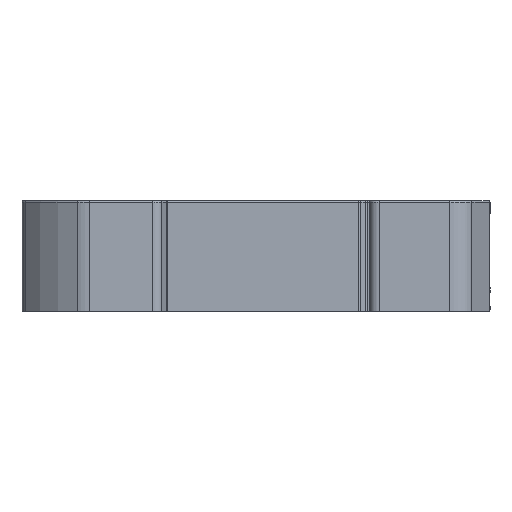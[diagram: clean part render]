
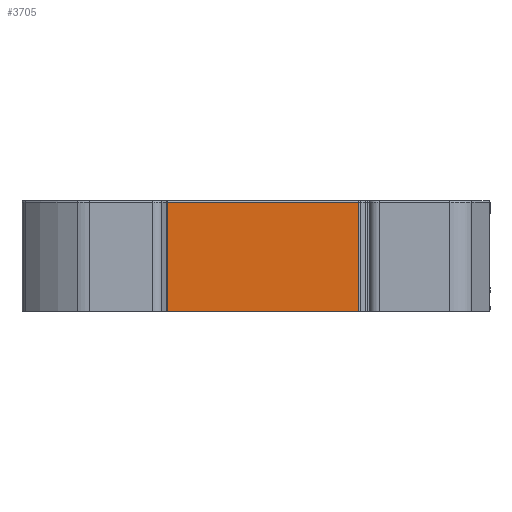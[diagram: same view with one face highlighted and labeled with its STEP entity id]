
A CAD part, front view. The second image highlights one B-rep face of the part: STEP entity #3705.
In plain terms, the highlighted planar face has unit normal (0, -1, 0).
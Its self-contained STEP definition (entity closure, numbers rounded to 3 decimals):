
#866 = CARTESIAN_POINT ( 'NONE',  ( -17.526, -47.654, 8.75 ) ) ;
#867 = DIRECTION ( 'NONE',  ( 0., 0., -1. ) ) ;
#868 = CARTESIAN_POINT ( 'NONE',  ( 13.9, -47.654, 8.5 ) ) ;
#869 = DIRECTION ( 'NONE',  ( -1., 0., 0. ) ) ;
#870 = CARTESIAN_POINT ( 'NONE',  ( 13.9, -47.654, 8.75 ) ) ;
#871 = DIRECTION ( 'NONE',  ( 0., 0., -1. ) ) ;
#2649 = VECTOR ( 'NONE', #867, 1000. ) ;
#2650 = VECTOR ( 'NONE', #869, 1000. ) ;
#2652 = VECTOR ( 'NONE', #871, 1000. ) ;
#3705 = ADVANCED_FACE ( 'NONE', ( #16281 ), #12968, .F. ) ;
#4006 = EDGE_CURVE ( 'NONE', #14424, #14448, #5010, .T. ) ;
#5010 = LINE ( 'NONE', #10151, #17125 ) ;
#5797 = LINE ( 'NONE', #866, #2649 ) ;
#5798 = LINE ( 'NONE', #868, #2650 ) ;
#5799 = LINE ( 'NONE', #870, #2652 ) ;
#9447 = ORIENTED_EDGE ( 'NONE', *, *, #11675, .F. ) ;
#9448 = ORIENTED_EDGE ( 'NONE', *, *, #11673, .T. ) ;
#9449 = ORIENTED_EDGE ( 'NONE', *, *, #11674, .T. ) ;
#9450 = ORIENTED_EDGE ( 'NONE', *, *, #4006, .T. ) ;
#10151 = CARTESIAN_POINT ( 'NONE',  ( 13.9, -47.654, -8.75 ) ) ;
#10152 = DIRECTION ( 'NONE',  ( 1., 0., 0. ) ) ;
#11673 = EDGE_CURVE ( 'NONE', #15380, #14424, #5797, .T. ) ;
#11674 = EDGE_CURVE ( 'NONE', #15379, #15380, #5798, .T. ) ;
#11675 = EDGE_CURVE ( 'NONE', #15379, #14448, #5799, .T. ) ;
#12968 = PLANE ( 'NONE',  #19031 ) ;
#12970 = CARTESIAN_POINT ( 'NONE',  ( 13.9, -47.654, 8.75 ) ) ;
#12971 = DIRECTION ( 'NONE',  ( 0., 1., 0. ) ) ;
#12973 = DIRECTION ( 'NONE',  ( -1., 0., 0. ) ) ;
#14294 = EDGE_LOOP ( 'NONE', ( #9447, #9449, #9448, #9450 ) ) ;
#14424 = VERTEX_POINT ( 'NONE', #17450 ) ;
#14448 = VERTEX_POINT ( 'NONE', #17474 ) ;
#15379 = VERTEX_POINT ( 'NONE', #17881 ) ;
#15380 = VERTEX_POINT ( 'NONE', #17882 ) ;
#16281 = FACE_OUTER_BOUND ( 'NONE', #14294, .T. ) ;
#17125 = VECTOR ( 'NONE', #10152, 1000. ) ;
#17450 = CARTESIAN_POINT ( 'NONE',  ( -17.526, -47.654, -8.75 ) ) ;
#17474 = CARTESIAN_POINT ( 'NONE',  ( 13.9, -47.654, -8.75 ) ) ;
#17881 = CARTESIAN_POINT ( 'NONE',  ( 13.9, -47.654, 8.5 ) ) ;
#17882 = CARTESIAN_POINT ( 'NONE',  ( -17.526, -47.654, 8.5 ) ) ;
#19031 = AXIS2_PLACEMENT_3D ( 'NONE', #12970, #12971, #12973 ) ;
